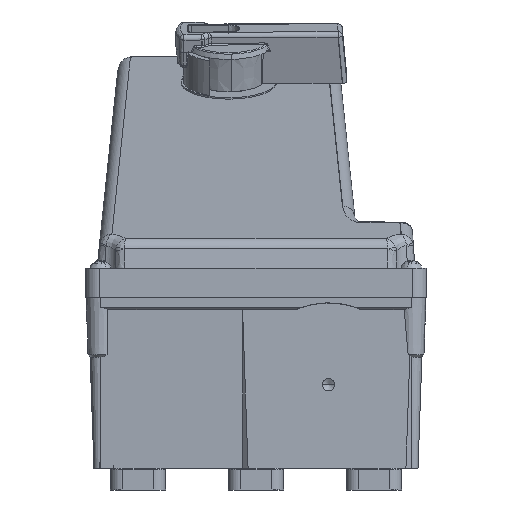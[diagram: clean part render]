
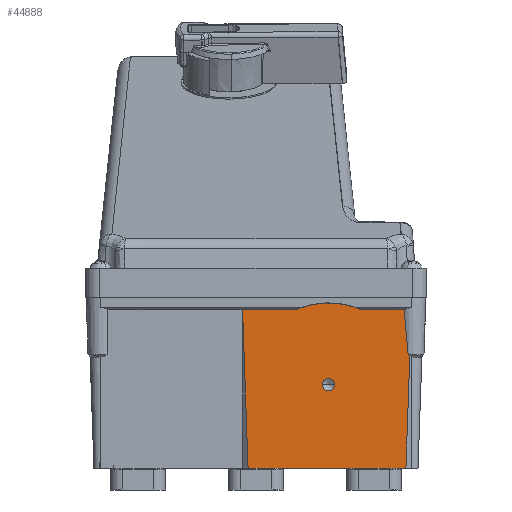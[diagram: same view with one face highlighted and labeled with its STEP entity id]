
A CAD part, front view. The second image highlights one B-rep face of the part: STEP entity #44888.
In plain terms, the highlighted planar face has unit normal (0, -1, 0).
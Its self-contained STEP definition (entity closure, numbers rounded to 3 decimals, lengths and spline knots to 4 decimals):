
#2280 = VECTOR ( 'NONE', #26979, 39.3701 ) ;
#2920 = B_SPLINE_CURVE_WITH_KNOTS ( 'NONE', 3,
 ( #48492, #77030, #71401, #85438 ),
 .UNSPECIFIED., .F., .F.,
 ( 4, 4 ),
 ( 0., 0.0009 ),
 .UNSPECIFIED. ) ;
#3852 = CARTESIAN_POINT ( 'NONE',  ( 2.9846, -5.7969, 3.6302 ) ) ;
#4029 = ORIENTED_EDGE ( 'NONE', *, *, #4397, .F. ) ;
#4397 = EDGE_CURVE ( 'NONE', #33757, #33654, #90105, .T. ) ;
#5519 = ORIENTED_EDGE ( 'NONE', *, *, #76884, .F. ) ;
#6483 = CIRCLE ( 'NONE', #61791, 1.65 ) ;
#7853 = AXIS2_PLACEMENT_3D ( 'NONE', #16861, #79609, #58088 ) ;
#9258 = VECTOR ( 'NONE', #92235, 39.3701 ) ;
#9278 = CIRCLE ( 'NONE', #33218, 0.125 ) ;
#9766 = CARTESIAN_POINT ( 'NONE',  ( 0.7983, -5.7969, 3.6302 ) ) ;
#10207 = VERTEX_POINT ( 'NONE', #40122 ) ;
#10424 = CARTESIAN_POINT ( 'NONE',  ( 3.0996, -5.7969, 2.713 ) ) ;
#10584 = CARTESIAN_POINT ( 'NONE',  ( 2.1276, -5.7969, 3.6302 ) ) ;
#11031 = LINE ( 'NONE', #31215, #56866 ) ;
#12015 = LINE ( 'NONE', #75746, #2280 ) ;
#12075 = VECTOR ( 'NONE', #52563, 39.3701 ) ;
#14787 = VERTEX_POINT ( 'NONE', #26083 ) ;
#15566 = CARTESIAN_POINT ( 'NONE',  ( -0.2708, -5.7969, 3.6302 ) ) ;
#16107 = VERTEX_POINT ( 'NONE', #9766 ) ;
#16861 = CARTESIAN_POINT ( 'NONE',  ( 3.6602, -5.7969, 3.6302 ) ) ;
#18919 = LINE ( 'NONE', #70426, #84522 ) ;
#20377 = ORIENTED_EDGE ( 'NONE', *, *, #24846, .F. ) ;
#23417 = FACE_OUTER_BOUND ( 'NONE', #83459, .T. ) ;
#24730 = DIRECTION ( 'NONE',  ( -1., 0., 0. ) ) ;
#24846 = EDGE_CURVE ( 'NONE', #33654, #62394, #2920, .T. ) ;
#25754 = DIRECTION ( 'NONE',  ( 0., 1., 0. ) ) ;
#25874 = EDGE_CURVE ( 'NONE', #72326, #10207, #9278, .T. ) ;
#25979 = AXIS2_PLACEMENT_3D ( 'NONE', #81411, #89327, #24730 ) ;
#26083 = CARTESIAN_POINT ( 'NONE',  ( 3.0203, -5.7969, 0.44 ) ) ;
#26349 = DIRECTION ( 'NONE',  ( 0., -1., 0. ) ) ;
#26717 = CARTESIAN_POINT ( 'NONE',  ( 3.0464, -5.7969, 2.8712 ) ) ;
#26979 = DIRECTION ( 'NONE',  ( -0.035, 0., 0.999 ) ) ;
#27773 = CARTESIAN_POINT ( 'NONE',  ( 1.338, -5.7969, 2.12 ) ) ;
#28559 = LINE ( 'NONE', #57162, #9258 ) ;
#30125 = ORIENTED_EDGE ( 'NONE', *, *, #44725, .F. ) ;
#31215 = CARTESIAN_POINT ( 'NONE',  ( 3.0203, -5.7969, 0.44 ) ) ;
#33218 = AXIS2_PLACEMENT_3D ( 'NONE', #68997, #26349, #33404 ) ;
#33404 = DIRECTION ( 'NONE',  ( -1., 0., 0. ) ) ;
#33654 = VERTEX_POINT ( 'NONE', #83576 ) ;
#33757 = VERTEX_POINT ( 'NONE', #78865 ) ;
#35914 = VERTEX_POINT ( 'NONE', #10584 ) ;
#36686 = EDGE_CURVE ( 'NONE', #74480, #16107, #58657, .T. ) ;
#38485 = DIRECTION ( 'NONE',  ( -1., 0., 0. ) ) ;
#39750 = ORIENTED_EDGE ( 'NONE', *, *, #52072, .F. ) ;
#40122 = CARTESIAN_POINT ( 'NONE',  ( 1.588, -5.7969, 2.12 ) ) ;
#44496 = FACE_BOUND ( 'NONE', #85556, .T. ) ;
#44725 = EDGE_CURVE ( 'NONE', #35914, #33757, #28559, .T. ) ;
#44888 = ADVANCED_FACE ( 'NONE', ( #44496, #23417 ), #81011, .F. ) ;
#46197 = DIRECTION ( 'NONE',  ( -1., 0., 0. ) ) ;
#47409 = CARTESIAN_POINT ( 'NONE',  ( 3.0248, -5.7969, 3.0987 ) ) ;
#47527 = DIRECTION ( 'NONE',  ( -0.035, 0., -0.999 ) ) ;
#48321 = CARTESIAN_POINT ( 'NONE',  ( 3.0545, -5.7969, 2.7955 ) ) ;
#48492 = CARTESIAN_POINT ( 'NONE',  ( 3.0644, -5.7969, 2.72 ) ) ;
#52072 = EDGE_CURVE ( 'NONE', #14787, #88389, #11031, .T. ) ;
#52563 = DIRECTION ( 'NONE',  ( 1., 0., 0. ) ) ;
#52974 = CIRCLE ( 'NONE', #25979, 0.125 ) ;
#53955 = CARTESIAN_POINT ( 'NONE',  ( 2.9949, -5.7969, 3.4783 ) ) ;
#54917 = ORIENTED_EDGE ( 'NONE', *, *, #62603, .F. ) ;
#55795 = CARTESIAN_POINT ( 'NONE',  ( 3.0644, -5.7969, 2.72 ) ) ;
#56866 = VECTOR ( 'NONE', #46197, 39.3701 ) ;
#57162 = CARTESIAN_POINT ( 'NONE',  ( 2.1276, -5.7969, 3.6302 ) ) ;
#58088 = DIRECTION ( 'NONE',  ( -1., 0., 0. ) ) ;
#58657 = LINE ( 'NONE', #15566, #12075 ) ;
#61791 = AXIS2_PLACEMENT_3D ( 'NONE', #89898, #25754, #38485 ) ;
#62394 = VERTEX_POINT ( 'NONE', #10424 ) ;
#62603 = EDGE_CURVE ( 'NONE', #16107, #35914, #6483, .T. ) ;
#63818 = ORIENTED_EDGE ( 'NONE', *, *, #25874, .F. ) ;
#65551 = EDGE_CURVE ( 'NONE', #62394, #14787, #18919, .T. ) ;
#67118 = ORIENTED_EDGE ( 'NONE', *, *, #36686, .F. ) ;
#68997 = CARTESIAN_POINT ( 'NONE',  ( 1.463, -5.7969, 2.12 ) ) ;
#69644 = ORIENTED_EDGE ( 'NONE', *, *, #75389, .F. ) ;
#70426 = CARTESIAN_POINT ( 'NONE',  ( 3.0996, -5.7969, 2.713 ) ) ;
#71401 = CARTESIAN_POINT ( 'NONE',  ( 3.0877, -5.7969, 2.7145 ) ) ;
#71720 = ORIENTED_EDGE ( 'NONE', *, *, #65551, .F. ) ;
#72326 = VERTEX_POINT ( 'NONE', #27773 ) ;
#72422 = CARTESIAN_POINT ( 'NONE',  ( -0.2708, -5.7969, 3.6302 ) ) ;
#74480 = VERTEX_POINT ( 'NONE', #72422 ) ;
#75389 = EDGE_CURVE ( 'NONE', #10207, #72326, #52974, .T. ) ;
#75746 = CARTESIAN_POINT ( 'NONE',  ( -0.1594, -5.7969, 0.44 ) ) ;
#75938 = CARTESIAN_POINT ( 'NONE',  ( 3.0315, -5.7969, 3.0228 ) ) ;
#76395 = CARTESIAN_POINT ( 'NONE',  ( 3.0059, -5.7969, 3.3264 ) ) ;
#76884 = EDGE_CURVE ( 'NONE', #88389, #74480, #12015, .T. ) ;
#77030 = CARTESIAN_POINT ( 'NONE',  ( 3.076, -5.7969, 2.7169 ) ) ;
#78865 = CARTESIAN_POINT ( 'NONE',  ( 2.9846, -5.7969, 3.6302 ) ) ;
#79609 = DIRECTION ( 'NONE',  ( 0., 1., 0. ) ) ;
#81011 = PLANE ( 'NONE',  #7853 ) ;
#81411 = CARTESIAN_POINT ( 'NONE',  ( 1.463, -5.7969, 2.12 ) ) ;
#83459 = EDGE_LOOP ( 'NONE', ( #20377, #4029, #30125, #54917, #67118, #5519, #39750, #71720 ) ) ;
#83576 = CARTESIAN_POINT ( 'NONE',  ( 3.0644, -5.7969, 2.72 ) ) ;
#84522 = VECTOR ( 'NONE', #47527, 39.3701 ) ;
#85438 = CARTESIAN_POINT ( 'NONE',  ( 3.0996, -5.7969, 2.713 ) ) ;
#85556 = EDGE_LOOP ( 'NONE', ( #63818, #69644 ) ) ;
#85890 = CARTESIAN_POINT ( 'NONE',  ( -0.1594, -5.7969, 0.44 ) ) ;
#88389 = VERTEX_POINT ( 'NONE', #85890 ) ;
#89327 = DIRECTION ( 'NONE',  ( 0., -1., 0. ) ) ;
#89898 = CARTESIAN_POINT ( 'NONE',  ( 1.463, -5.7969, 2.12 ) ) ;
#90105 = B_SPLINE_CURVE_WITH_KNOTS ( 'NONE', 3,
 ( #3852, #53955, #76395, #47409, #75938, #26717, #48321, #55795 ),
 .UNSPECIFIED., .F., .F.,
 ( 4, 2, 2, 4 ),
 ( 0., 0.0116, 0.0174, 0.0232 ),
 .UNSPECIFIED. ) ;
#92235 = DIRECTION ( 'NONE',  ( 1., 0., 0. ) ) ;
